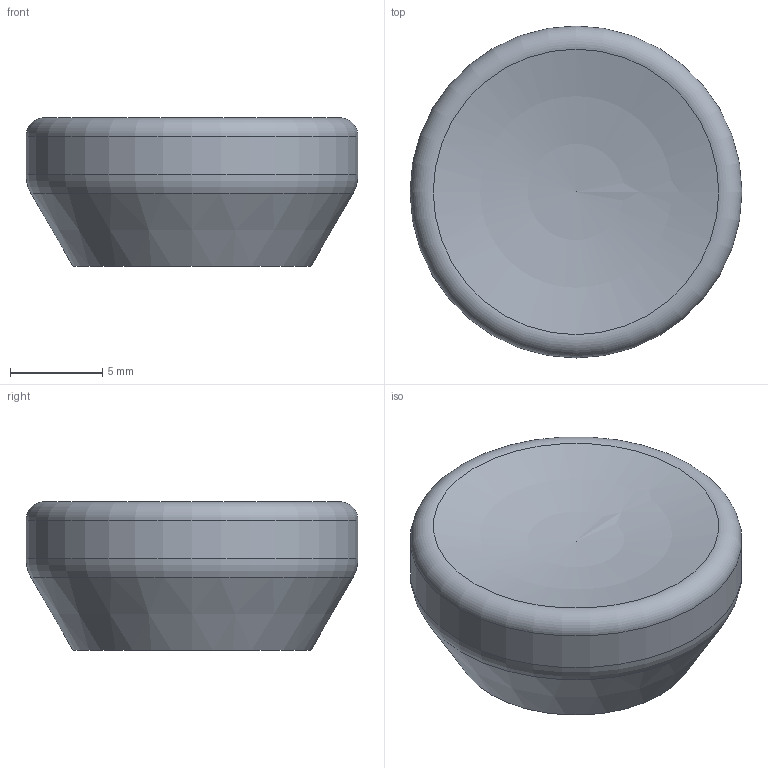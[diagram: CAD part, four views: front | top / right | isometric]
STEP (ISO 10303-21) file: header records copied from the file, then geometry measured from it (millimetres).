
FILE_DESCRIPTION(/* description */ (''),/* implementation_level */ '2;1');
FILE_NAME(/* name */ 'botao filamento a8.stp',/* time_stamp */ '2017-03-21T22:35:17+00:00',/* author */ ('luisl'),/* organization */ (''),/* preprocessor_version */ 'ST-DEVELOPER v16.1',/* originating_system */ 'Autodesk Inventor 2016',/* authorisation */ '');
FILE_SCHEMA (('AUTOMOTIVE_DESIGN { 1 0 10303 214 3 1 1 }'));
Length unit declared in the file: millimetre
Products named in the file (1): botao filamento a8
Bounding box: 18 x 18 x 8.05 mm (x, y, z)
Volume: 1491.7 mm3; surface area: 932.1 mm2
Topology: 1 solids, 1 shells, 11 faces, 21 edges, 12 vertices
Faces by surface type: cylinder 3, cone 3, torus 2, plane 2, sphere 1
Full cylindrical faces by diameter (mm): 2.9 x1, 6.9 x1, 18 x1
Entity records: 238 total; most frequent: DIRECTION 44, CARTESIAN_POINT 32, AXIS2_PLACEMENT_3D 22, EDGE_LOOP 20, ORIENTED_EDGE 20, FACE_OUTER_BOUND 11, ADVANCED_FACE 11, CIRCLE 10
